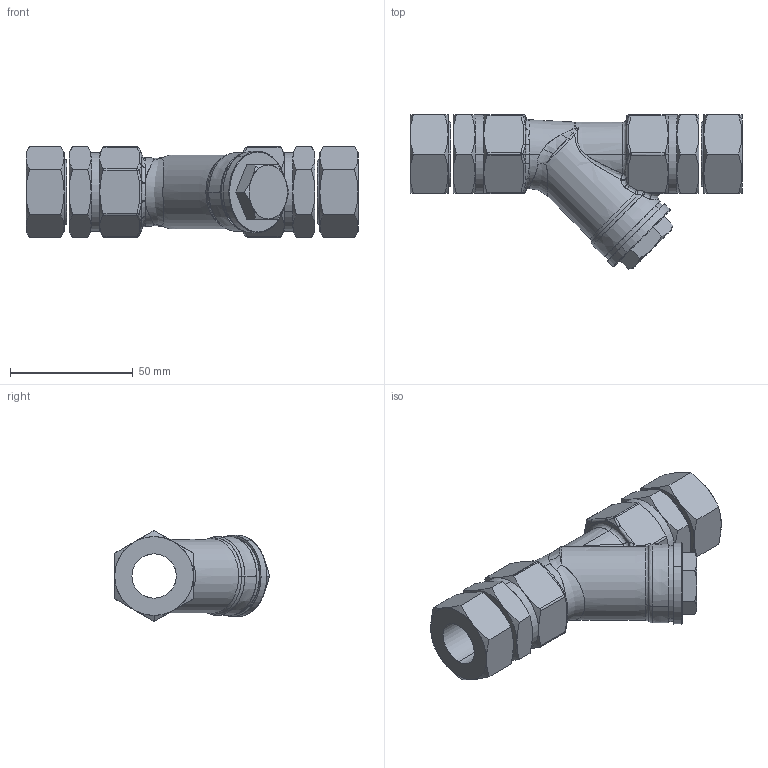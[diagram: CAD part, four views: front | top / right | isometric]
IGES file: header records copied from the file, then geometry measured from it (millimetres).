
Start section: SolidWorks IGES file using analytic representation for surfaces
Global section: file name: ADDFI_251783.IGS; native system: SolidWorks 2014; preprocessor: SolidWorks 2014; author: LarsenR; date: 150716.105851; units: millimetre
Bounding box: 135 x 62.82 x 36.95 mm (x, y, z)
Surface area: 23008.7 mm2 (no closed solid volume)
Topology: 0 solids, 0 shells, 335 faces, 2704 edges, 2696 vertices
Faces by surface type: revolution 169, bspline 166
